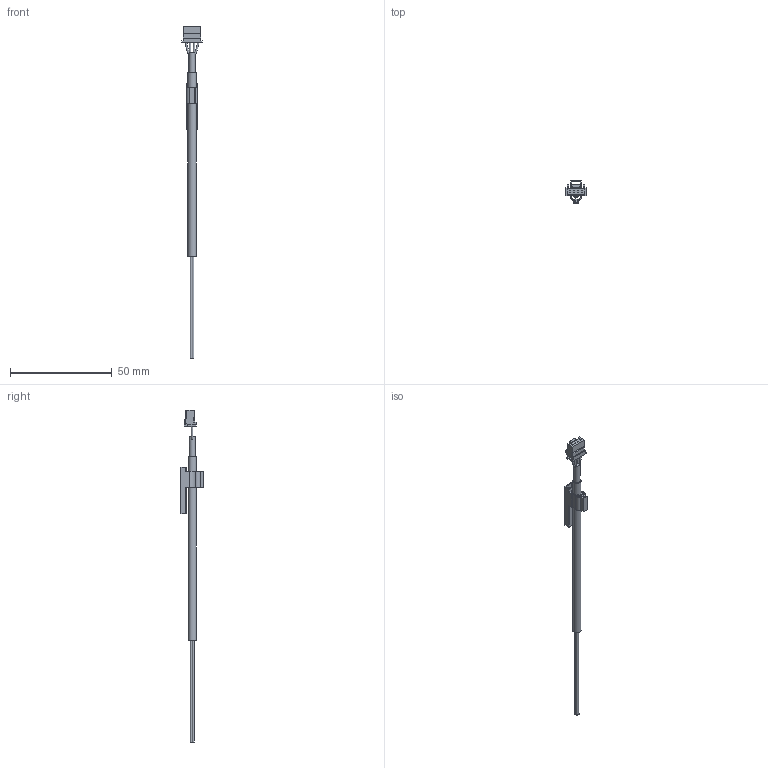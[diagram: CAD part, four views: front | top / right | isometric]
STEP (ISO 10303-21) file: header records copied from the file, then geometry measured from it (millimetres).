
FILE_DESCRIPTION(/* description */ ('STEP AP214'),/* implementation_level */ '2;1');
FILE_NAME(/* name */ '572576_NEBS-L1G4-K-2_5-LE4',/* time_stamp */ '2024-09-10T08:09:00+02:00',/* author */ ('License CC BY-ND 4.0'),/* organization */ ('CADENAS'),/* preprocessor_version */ 'ST-DEVELOPER v19.3',/* originating_system */ 'PARTsolutions',/* authorisation */ ' ');
FILE_SCHEMA (('AUTOMOTIVE_DESIGN {1 0 10303 214 3 1 1}'));
Length unit declared in the file: millimetre
Products named in the file (3): 572576 NEBS-L1G4-K-2.5-LE4; 572576 NEBS-L1G4-K-2.5-LE4_P; 1043092 ASCF-M-23-V DM 3.3-4.8
Assembly tree (2 placements, depth 2):
  572576 NEBS-L1G4-K-2.5-LE4
    572576 NEBS-L1G4-K-2.5-LE4_P
    1043092 ASCF-M-23-V DM 3.3-4.8
Bounding box: 10 x 11.6 x 163 mm (x, y, z)
Volume: 1964.3 mm3; surface area: 3575.8 mm2
Topology: 2 solids, 2 shells, 187 faces, 507 edges, 337 vertices
Faces by surface type: plane 144, cylinder 41, torus 2
Full cylindrical faces by diameter (mm): 0.8 x2, 0.95 x4, 3 x1, 4.1 x1
Entity records: 5866 total; most frequent: CARTESIAN_POINT 1060, ORIENTED_EDGE 982, DIRECTION 948, EDGE_CURVE 491, LINE 398, VECTOR 398, VERTEX_POINT 331, AXIS2_PLACEMENT_3D 275
